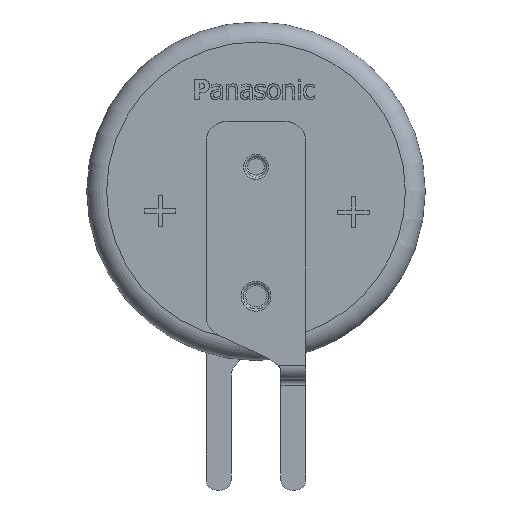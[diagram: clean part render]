
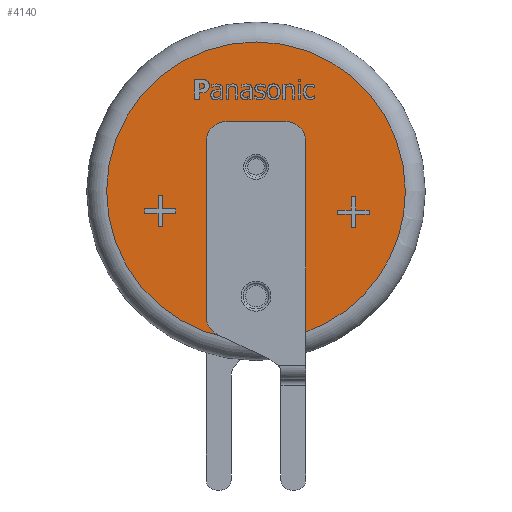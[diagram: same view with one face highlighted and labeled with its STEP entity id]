
A CAD part, left-side view. The second image highlights one B-rep face of the part: STEP entity #4140.
In plain terms, the highlighted face is planar.
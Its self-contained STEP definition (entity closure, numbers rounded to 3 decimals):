
#1121=PLANE('',#4412);
#1277=FACE_OUTER_BOUND('',#1530,.T.);
#1530=EDGE_LOOP('',(#2887));
#1792=CIRCLE('',#4409,3.);
#1843=VERTEX_POINT('',#5456);
#2261=EDGE_CURVE('',#1843,#1843,#1792,.T.);
#2887=ORIENTED_EDGE('',*,*,#2261,.F.);
#4140=ADVANCED_FACE('',(#1277),#1121,.T.);
#4409=AXIS2_PLACEMENT_3D('',#5457,#4640,#4641);
#4412=AXIS2_PLACEMENT_3D('',#5461,#4646,#4647);
#4640=DIRECTION('center_axis',(0.,0.,-1.));
#4641=DIRECTION('ref_axis',(-1.,0.,0.));
#4646=DIRECTION('center_axis',(0.,0.,1.));
#4647=DIRECTION('ref_axis',(1.,0.,0.));
#5456=CARTESIAN_POINT('',(1.,1.022,1.025));
#5457=CARTESIAN_POINT('Origin',(0.,3.85,1.025));
#5461=CARTESIAN_POINT('Origin',(0.,3.85,1.025));
